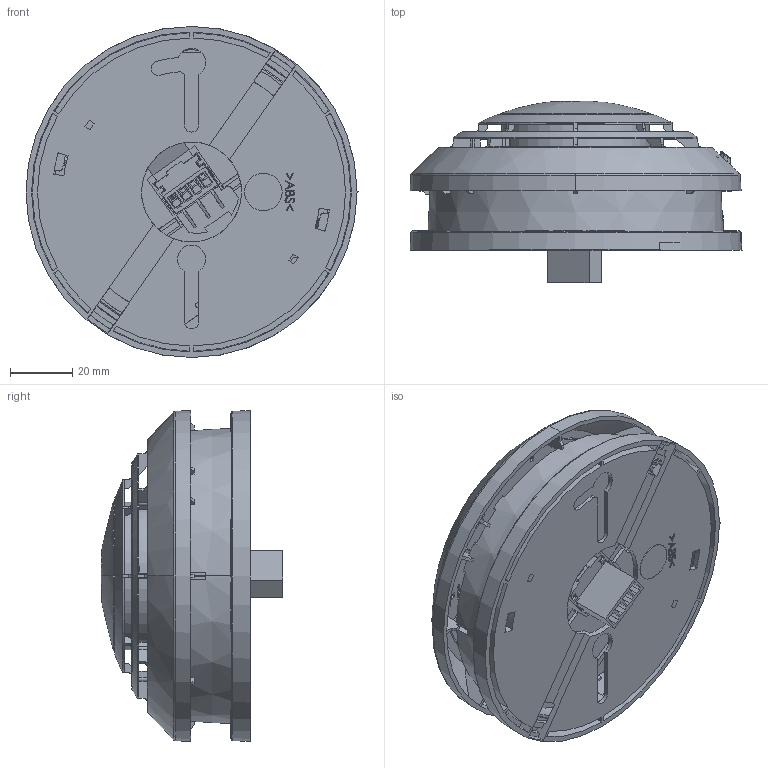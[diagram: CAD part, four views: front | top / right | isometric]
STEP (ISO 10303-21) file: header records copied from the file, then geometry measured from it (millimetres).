
FILE_DESCRIPTION (( 'STEP AP203' ), '1' );
FILE_NAME ('PK SD748_3D_2025.01.13.STEP', '2025-01-13T05:57:22', ( 'admin' ), ( '' ), 'SwSTEP 2.0', 'SolidWorks 2022', '' );
FILE_SCHEMA (( 'CONFIG_CONTROL_DESIGN' ));
Length unit declared in the file: millimetre
Products named in the file (1): PK SD748_3D_2025.01.13
Bounding box: 106.3 x 58.1 x 106 mm (x, y, z)
Volume: 63606.7 mm3; surface area: 92033.6 mm2
Topology: 22 solids, 22 shells, 2622 faces, 7379 edges, 4854 vertices
Faces by surface type: plane 1762, cylinder 329, bspline 288, cone 132, torus 63, sphere 48
Entity records: 100082 total; most frequent: CARTESIAN_POINT 33650, ORIENTED_EDGE 14748, DIRECTION 12434, EDGE_CURVE 7374, LINE 5042, VECTOR 5042, VERTEX_POINT 4854, AXIS2_PLACEMENT_3D 3696
